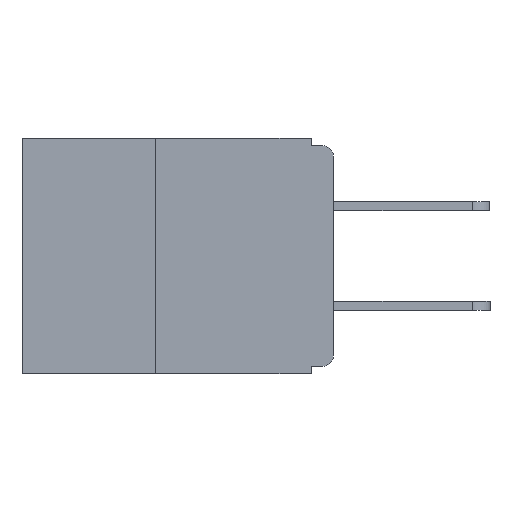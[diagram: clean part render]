
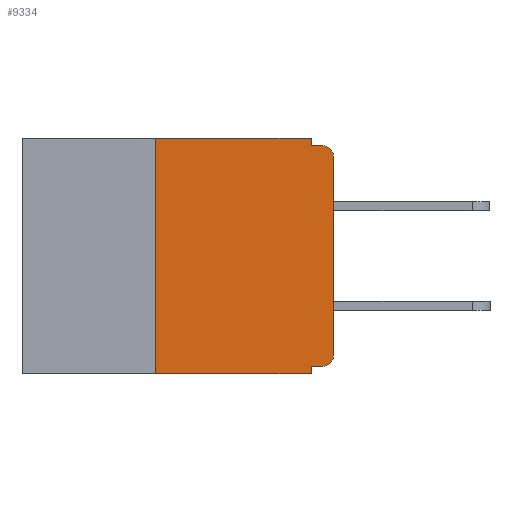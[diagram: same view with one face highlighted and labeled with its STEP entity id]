
A CAD part, left-side view. The second image highlights one B-rep face of the part: STEP entity #9334.
In plain terms, the highlighted planar face has unit normal (-1, 0, 0).
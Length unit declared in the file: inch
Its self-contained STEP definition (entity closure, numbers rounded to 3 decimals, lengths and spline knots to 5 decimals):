
#129 = CARTESIAN_POINT ( 'NONE',  ( 0., 0.015, -0.01 ) ) ;
#371 = DIRECTION ( 'NONE',  ( 0., 0., -1. ) ) ;
#418 = CARTESIAN_POINT ( 'NONE',  ( 0., 0.031, -0.32 ) ) ;
#965 = VERTEX_POINT ( 'NONE', #4658 ) ;
#997 = LINE ( 'NONE', #14857, #7647 ) ;
#1808 = VERTEX_POINT ( 'NONE', #7113 ) ;
#1864 = CARTESIAN_POINT ( 'NONE',  ( 0., 0.031, -0.33 ) ) ;
#1923 = DIRECTION ( 'NONE',  ( 0., -1., 0. ) ) ;
#1984 = ORIENTED_EDGE ( 'NONE', *, *, #9188, .F. ) ;
#2053 = CARTESIAN_POINT ( 'NONE',  ( 0., 0.437, 0. ) ) ;
#2058 = LINE ( 'NONE', #12241, #5036 ) ;
#2510 = EDGE_CURVE ( 'NONE', #15417, #1808, #10091, .T. ) ;
#2875 = PLANE ( 'NONE',  #3569 ) ;
#2907 = ORIENTED_EDGE ( 'NONE', *, *, #12583, .F. ) ;
#3362 = EDGE_CURVE ( 'NONE', #10896, #5021, #997, .T. ) ;
#3569 = AXIS2_PLACEMENT_3D ( 'NONE', #10327, #4193, #12806 ) ;
#3597 = LINE ( 'NONE', #14475, #10602 ) ;
#3607 = VECTOR ( 'NONE', #5959, 39.37008 ) ;
#4193 = DIRECTION ( 'NONE',  ( 1., 0., 0. ) ) ;
#4627 = AXIS2_PLACEMENT_3D ( 'NONE', #11200, #8691, #9744 ) ;
#4658 = CARTESIAN_POINT ( 'NONE',  ( 0., 0.25, 0. ) ) ;
#4959 = ORIENTED_EDGE ( 'NONE', *, *, #14058, .T. ) ;
#5021 = VERTEX_POINT ( 'NONE', #1864 ) ;
#5036 = VECTOR ( 'NONE', #14562, 39.37008 ) ;
#5366 = ORIENTED_EDGE ( 'NONE', *, *, #6928, .F. ) ;
#5838 = VERTEX_POINT ( 'NONE', #6431 ) ;
#5959 = DIRECTION ( 'NONE',  ( 0., 1., 0. ) ) ;
#6099 = DIRECTION ( 'NONE',  ( 0., -1., 0. ) ) ;
#6211 = EDGE_CURVE ( 'NONE', #6610, #8563, #14858, .T. ) ;
#6380 = EDGE_LOOP ( 'NONE', ( #4959, #14776, #1984, #15135, #5366, #2907, #6775, #9016, #14256, #9760 ) ) ;
#6431 = CARTESIAN_POINT ( 'NONE',  ( 0., 0.25, -0.33 ) ) ;
#6477 = CARTESIAN_POINT ( 'NONE',  ( 0., 0.015, -0.32 ) ) ;
#6547 = VERTEX_POINT ( 'NONE', #9779 ) ;
#6610 = VERTEX_POINT ( 'NONE', #9029 ) ;
#6775 = ORIENTED_EDGE ( 'NONE', *, *, #13539, .T. ) ;
#6928 = EDGE_CURVE ( 'NONE', #965, #6610, #7934, .T. ) ;
#7063 = LINE ( 'NONE', #12021, #3607 ) ;
#7113 = CARTESIAN_POINT ( 'NONE',  ( 0., 0., -0.305 ) ) ;
#7576 = VECTOR ( 'NONE', #9577, 39.37008 ) ;
#7647 = VECTOR ( 'NONE', #11069, 39.37008 ) ;
#7836 = DIRECTION ( 'NONE',  ( -1., 0., 0. ) ) ;
#7934 = LINE ( 'NONE', #2053, #13955 ) ;
#7953 = LINE ( 'NONE', #8410, #7576 ) ;
#8410 = CARTESIAN_POINT ( 'NONE',  ( 0., 0., 0. ) ) ;
#8532 = CARTESIAN_POINT ( 'NONE',  ( 0., 0.031, -0.01 ) ) ;
#8563 = VERTEX_POINT ( 'NONE', #8532 ) ;
#8643 = LINE ( 'NONE', #14760, #14265 ) ;
#8691 = DIRECTION ( 'NONE',  ( -1., 0., 0. ) ) ;
#9016 = ORIENTED_EDGE ( 'NONE', *, *, #3362, .F. ) ;
#9029 = CARTESIAN_POINT ( 'NONE',  ( 0., 0.031, 0. ) ) ;
#9188 = EDGE_CURVE ( 'NONE', #8563, #11422, #8643, .T. ) ;
#9276 = EDGE_CURVE ( 'NONE', #6547, #11422, #13555, .T. ) ;
#9334 = ADVANCED_FACE ( 'NONE', ( #12065 ), #2875, .F. ) ;
#9577 = DIRECTION ( 'NONE',  ( 0., 0., 1. ) ) ;
#9744 = DIRECTION ( 'NONE',  ( 0., 0., -1. ) ) ;
#9760 = ORIENTED_EDGE ( 'NONE', *, *, #2510, .T. ) ;
#9779 = CARTESIAN_POINT ( 'NONE',  ( 0., 0., -0.025 ) ) ;
#9878 = CARTESIAN_POINT ( 'NONE',  ( 0., 0.031, 0. ) ) ;
#9956 = DIRECTION ( 'NONE',  ( 0., 0., -1. ) ) ;
#10091 = CIRCLE ( 'NONE', #4627, 0.015 ) ;
#10327 = CARTESIAN_POINT ( 'NONE',  ( 0., 0.437, 0. ) ) ;
#10602 = VECTOR ( 'NONE', #6099, 39.37008 ) ;
#10896 = VERTEX_POINT ( 'NONE', #418 ) ;
#11069 = DIRECTION ( 'NONE',  ( 0., 0., -1. ) ) ;
#11200 = CARTESIAN_POINT ( 'NONE',  ( 0., 0.015, -0.305 ) ) ;
#11422 = VERTEX_POINT ( 'NONE', #129 ) ;
#11740 = VECTOR ( 'NONE', #9956, 39.37008 ) ;
#12021 = CARTESIAN_POINT ( 'NONE',  ( 0., 0., -0.32 ) ) ;
#12065 = FACE_OUTER_BOUND ( 'NONE', #6380, .T. ) ;
#12241 = CARTESIAN_POINT ( 'NONE',  ( 0., 0.25, -0.33 ) ) ;
#12462 = DIRECTION ( 'NONE',  ( 0., -1., 0. ) ) ;
#12475 = EDGE_CURVE ( 'NONE', #15417, #10896, #7063, .T. ) ;
#12583 = EDGE_CURVE ( 'NONE', #5838, #965, #2058, .T. ) ;
#12806 = DIRECTION ( 'NONE',  ( 0., 0., -1. ) ) ;
#12991 = AXIS2_PLACEMENT_3D ( 'NONE', #14958, #7836, #371 ) ;
#13539 = EDGE_CURVE ( 'NONE', #5838, #5021, #3597, .T. ) ;
#13555 = CIRCLE ( 'NONE', #12991, 0.015 ) ;
#13955 = VECTOR ( 'NONE', #1923, 39.37008 ) ;
#14058 = EDGE_CURVE ( 'NONE', #1808, #6547, #7953, .T. ) ;
#14256 = ORIENTED_EDGE ( 'NONE', *, *, #12475, .F. ) ;
#14265 = VECTOR ( 'NONE', #12462, 39.37008 ) ;
#14475 = CARTESIAN_POINT ( 'NONE',  ( 0., 0.437, -0.33 ) ) ;
#14562 = DIRECTION ( 'NONE',  ( 0., 0., 1. ) ) ;
#14760 = CARTESIAN_POINT ( 'NONE',  ( 0., 0., -0.01 ) ) ;
#14776 = ORIENTED_EDGE ( 'NONE', *, *, #9276, .T. ) ;
#14857 = CARTESIAN_POINT ( 'NONE',  ( 0., 0.031, -0.33 ) ) ;
#14858 = LINE ( 'NONE', #9878, #11740 ) ;
#14958 = CARTESIAN_POINT ( 'NONE',  ( 0., 0.015, -0.025 ) ) ;
#15135 = ORIENTED_EDGE ( 'NONE', *, *, #6211, .F. ) ;
#15417 = VERTEX_POINT ( 'NONE', #6477 ) ;
